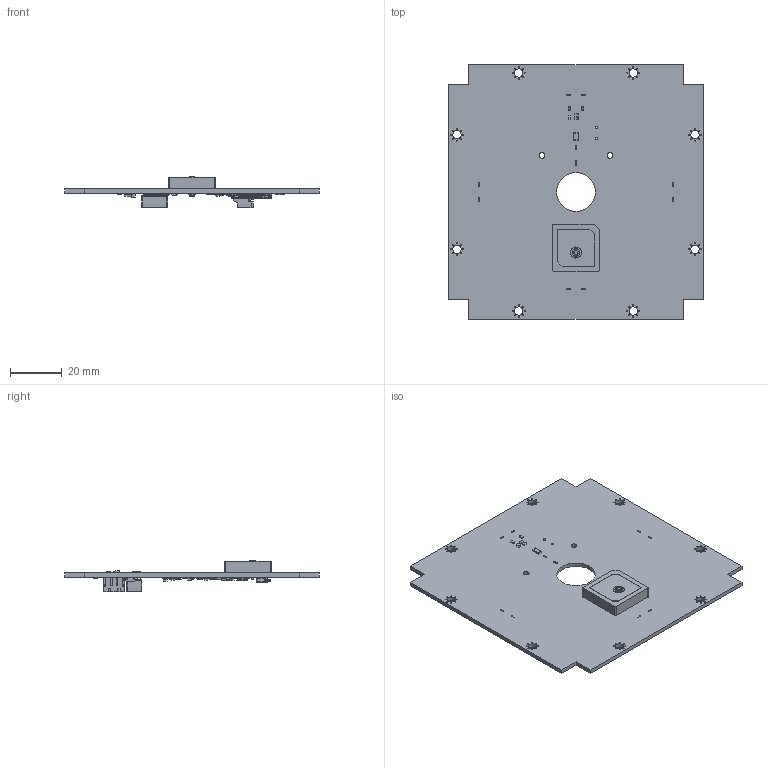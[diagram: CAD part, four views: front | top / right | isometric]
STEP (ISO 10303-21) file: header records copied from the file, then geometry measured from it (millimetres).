
FILE_DESCRIPTION(('KiCad electronic assembly'),'2;1');
FILE_NAME('Z-.step','2025-02-03T20:17:55',('Pcbnew'),('Kicad'), 'Open CASCADE STEP processor 7.8','KiCad to STEP converter','Unknown' );
FILE_SCHEMA(('AUTOMOTIVE_DESIGN { 1 0 10303 214 1 1 1 1 }'));
Length unit declared in the file: millimetre
Products named in the file (38): Z- 1; CGGBP.18.4.A.02--3DModel-STEP-510211; CGGBP.18.4.A.02; R_0603_1608Metric; R_1206_3216Metric; C_0603_1608Metric; TSSOP-10_3x3mm_P0.5mm; TSSOP_10_3x3mm_P05mm; TSOP-6_1.65x3.05mm_P0.95mm; TSOP_6_165x305mm_P095mm; SOT-363_SC-70-6; SOT_363_SC_70_6; DRV8235; RTE0016C_ASM; U.FL_Hirose_U.FL-R-SMT-1_Vertical; Fuse_0603_1608Metric; SIRA99DP-T1-GE3; SI7489DP-T1-GE3; SOT-666; SOT_666; S2B-PH-SM4-TB_LF__SN_; S2B-PH-SM4-TB(LF)(SN); C_1206_3216Metric; 2005280100; 9-1462038-5; C-1462037-2; LED_0603_1608Metric; SOT-23; SOT_23; Z-_PCB
Assembly tree (136 placements, depth 3):
  Z- 1
    CGGBP.18.4.A.02--3DModel-STEP-510211
      CGGBP.18.4.A.02
    R_0603_1608Metric  x68
      R_0603_1608Metric
    R_1206_3216Metric  x3
      R_1206_3216Metric
    C_0603_1608Metric  x11
      C_0603_1608Metric
    TSSOP-10_3x3mm_P0.5mm
      TSSOP_10_3x3mm_P05mm
    TSOP-6_1.65x3.05mm_P0.95mm  x3
      TSOP_6_165x305mm_P095mm
    SOT-363_SC-70-6  x12
      SOT_363_SC_70_6
    DRV8235
      RTE0016C_ASM
    U.FL_Hirose_U.FL-R-SMT-1_Vertical  x2
      U.FL_Hirose_U.FL-R-SMT-1_Vertical
    Fuse_0603_1608Metric  x6
      Fuse_0603_1608Metric
    SIRA99DP-T1-GE3
      SI7489DP-T1-GE3
    SOT-666
      SOT_666
    S2B-PH-SM4-TB_LF__SN_
      S2B-PH-SM4-TB(LF)(SN)
    C_1206_3216Metric  x2
      C_1206_3216Metric
    2005280100
      2005280100
    9-1462038-5
      C-1462037-2
    LED_0603_1608Metric
      LED_0603_1608Metric
    SOT-23
      SOT_23
    Z-_PCB
Bounding box: 98 x 98 x 12.25 mm (x, y, z)
Volume: 16686.1 mm3; surface area: 23521.5 mm2
Topology: 150 solids, 150 shells, 6192 faces, 16185 edges, 10375 vertices
Faces by surface type: plane 4217, cylinder 1434, bspline 525, cone 8, sphere 6, torus 2
Full cylindrical faces by diameter (mm): 0.1 x3, 0.381 x64, 0.4 x2, 0.5 x1, 0.6 x20, 1 x2, 1.219 x1, 1.8 x2, 1.92 x2, 2 x4, 2.2 x2, 3.2 x8, 15 x1
Entity records: 81504 total; most frequent: CARTESIAN_POINT 13796, ORIENTED_EDGE 12770, DIRECTION 11826, EDGE_CURVE 6385, LINE 5464, VECTOR 5464, VERTEX_POINT 4133, AXIS2_PLACEMENT_3D 3181
